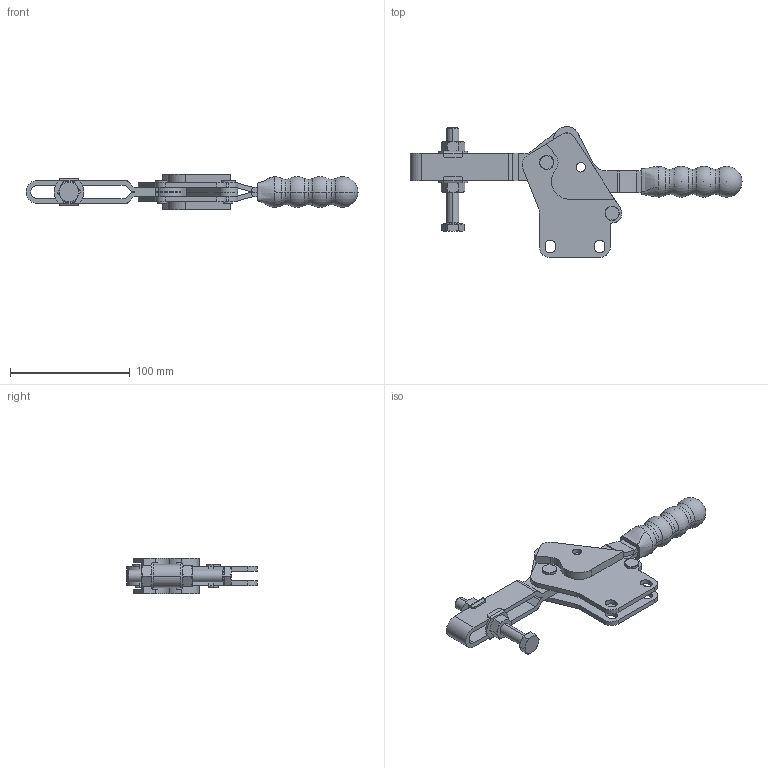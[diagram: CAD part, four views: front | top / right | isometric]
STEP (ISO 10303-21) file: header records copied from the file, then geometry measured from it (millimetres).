
FILE_DESCRIPTION (( 'STEP AP214' ), '1' );
FILE_NAME ('GH-23501-B(Â²¤Æ).STEP', '2020-07-13T05:24:14', ( 'LinWei' ), ( '' ), 'SwSTEP 2.0', 'SolidWorks 2016', '' );
FILE_SCHEMA (( 'AUTOMOTIVE_DESIGN' ));
Length unit declared in the file: millimetre
Products named in the file (6): GH-23501-B 壓把-2^GH-23501-B(簡化); Group5^GH-23501-B(簡化); Group3^GH-23501-B(簡化); Group2^GH-23501-B(簡化); Group1^GH-23501-B(簡化); GH-23501-B(簡化)
Assembly tree (5 placements, depth 2):
  GH-23501-B(簡化)
    Group1^GH-23501-B(簡化)
    Group2^GH-23501-B(簡化)
    Group3^GH-23501-B(簡化)
    Group5^GH-23501-B(簡化)
    GH-23501-B 壓把-2^GH-23501-B(簡化)
Bounding box: 276.99 x 108.9 x 30 mm (x, y, z)
Volume: 150034.3 mm3; surface area: 71721 mm2
Topology: 5 solids, 5 shells, 390 faces, 995 edges, 627 vertices
Faces by surface type: cylinder 164, plane 154, cone 48, torus 14, sphere 8, bspline 2
Entity records: 15662 total; most frequent: CARTESIAN_POINT 4809, DIRECTION 2089, ORIENTED_EDGE 1960, EDGE_CURVE 980, AXIS2_PLACEMENT_3D 799, VERTEX_POINT 618, LINE 491, VECTOR 491
